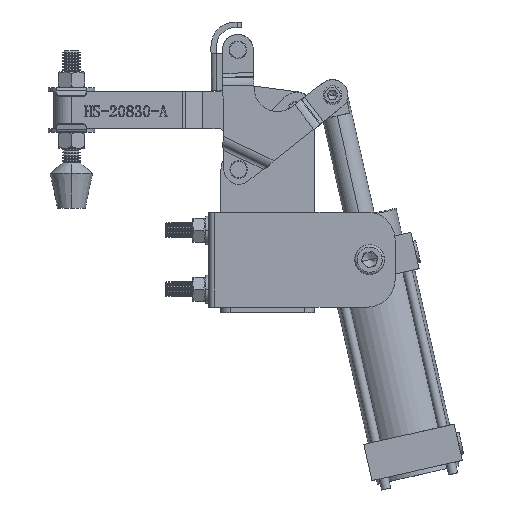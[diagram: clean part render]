
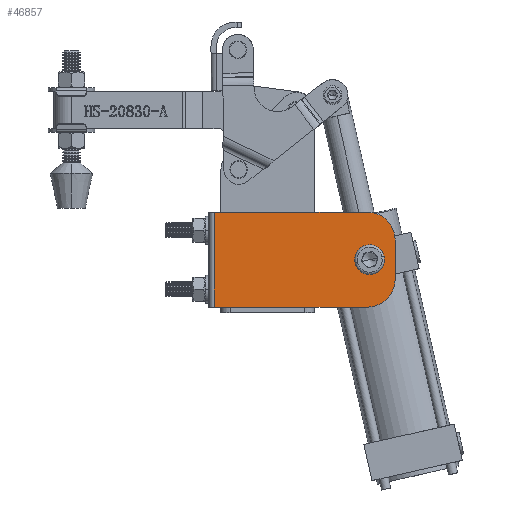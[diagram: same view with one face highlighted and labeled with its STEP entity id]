
A CAD part, top view. The second image highlights one B-rep face of the part: STEP entity #46857.
In plain terms, the highlighted face is planar.
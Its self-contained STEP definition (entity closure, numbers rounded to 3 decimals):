
#23552 = FACE_BOUND ( 'NONE', #52809, .T. ) ;
#23554 = FACE_OUTER_BOUND ( 'NONE', #52802, .T. ) ;
#24137 = AXIS2_PLACEMENT_3D ( 'NONE', #26208, #26204, #26210 ) ;
#24393 = AXIS2_PLACEMENT_3D ( 'NONE', #33267, #33268, #33269 ) ;
#24402 = AXIS2_PLACEMENT_3D ( 'NONE', #33428, #33429, #33430 ) ;
#24403 = AXIS2_PLACEMENT_3D ( 'NONE', #33433, #33434, #33435 ) ;
#24404 = AXIS2_PLACEMENT_3D ( 'NONE', #33441, #33442, #33443 ) ;
#26204 = DIRECTION ( 'NONE',  ( 0., -1., 0. ) ) ;
#26208 = CARTESIAN_POINT ( 'NONE',  ( -51.2, -72., 0. ) ) ;
#26209 = PLANE ( 'NONE',  #24137 ) ;
#26210 = DIRECTION ( 'NONE',  ( 0., 0., -1. ) ) ;
#28042 = CIRCLE ( 'NONE', #24393, 7.55 ) ;
#28082 = LINE ( 'NONE', #33418, #28087 ) ;
#28087 = VECTOR ( 'NONE', #33424, 1000. ) ;
#28088 = CIRCLE ( 'NONE', #24402, 7.55 ) ;
#28090 = CIRCLE ( 'NONE', #24403, 15. ) ;
#28091 = LINE ( 'NONE', #33426, #28093 ) ;
#28092 = LINE ( 'NONE', #33436, #28095 ) ;
#28093 = VECTOR ( 'NONE', #33427, 1000. ) ;
#28094 = LINE ( 'NONE', #33438, #28097 ) ;
#28095 = VECTOR ( 'NONE', #33437, 1000. ) ;
#28096 = CIRCLE ( 'NONE', #24404, 15. ) ;
#28097 = VECTOR ( 'NONE', #33439, 1000. ) ;
#30203 = CARTESIAN_POINT ( 'NONE',  ( -25.6, -72., -94.3 ) ) ;
#30204 = CARTESIAN_POINT ( 'NONE',  ( -25.6, -72., -79.2 ) ) ;
#30215 = CARTESIAN_POINT ( 'NONE',  ( 0., -72., -3. ) ) ;
#30224 = CARTESIAN_POINT ( 'NONE',  ( -36.2, -72., -100.5 ) ) ;
#30225 = CARTESIAN_POINT ( 'NONE',  ( -15., -72., -100.5 ) ) ;
#30227 = CARTESIAN_POINT ( 'NONE',  ( 0., -72., -85.5 ) ) ;
#30229 = CARTESIAN_POINT ( 'NONE',  ( -51.2, -72., -3. ) ) ;
#30230 = CARTESIAN_POINT ( 'NONE',  ( -51.2, -72., -85.5 ) ) ;
#33267 = CARTESIAN_POINT ( 'NONE',  ( -25.6, -72., -86.75 ) ) ;
#33268 = DIRECTION ( 'NONE',  ( 0., 1., 0. ) ) ;
#33269 = DIRECTION ( 'NONE',  ( 0., 0., 1. ) ) ;
#33418 = CARTESIAN_POINT ( 'NONE',  ( -51.2, -72., -100.5 ) ) ;
#33424 = DIRECTION ( 'NONE',  ( 1., 0., 0. ) ) ;
#33426 = CARTESIAN_POINT ( 'NONE',  ( 0., -72., 0. ) ) ;
#33427 = DIRECTION ( 'NONE',  ( 0., 0., -1. ) ) ;
#33428 = CARTESIAN_POINT ( 'NONE',  ( -25.6, -72., -86.75 ) ) ;
#33429 = DIRECTION ( 'NONE',  ( 0., 1., 0. ) ) ;
#33430 = DIRECTION ( 'NONE',  ( 0., 0., 1. ) ) ;
#33433 = CARTESIAN_POINT ( 'NONE',  ( -15., -72., -85.5 ) ) ;
#33434 = DIRECTION ( 'NONE',  ( 0., -1., 0. ) ) ;
#33435 = DIRECTION ( 'NONE',  ( 0., 0., -1. ) ) ;
#33436 = CARTESIAN_POINT ( 'NONE',  ( -51.2, -72., -3. ) ) ;
#33437 = DIRECTION ( 'NONE',  ( -1., 0., 0. ) ) ;
#33438 = CARTESIAN_POINT ( 'NONE',  ( -51.2, -72., 0. ) ) ;
#33439 = DIRECTION ( 'NONE',  ( 0., 0., -1. ) ) ;
#33441 = CARTESIAN_POINT ( 'NONE',  ( -36.2, -72., -85.5 ) ) ;
#33442 = DIRECTION ( 'NONE',  ( 0., -1., 0. ) ) ;
#33443 = DIRECTION ( 'NONE',  ( 0., 0., -1. ) ) ;
#46857 = ADVANCED_FACE ( 'NONE', ( #23552, #23554 ), #26209, .T. ) ;
#48128 = VERTEX_POINT ( 'NONE', #30203 ) ;
#48129 = VERTEX_POINT ( 'NONE', #30204 ) ;
#48140 = VERTEX_POINT ( 'NONE', #30215 ) ;
#48149 = VERTEX_POINT ( 'NONE', #30224 ) ;
#48150 = VERTEX_POINT ( 'NONE', #30225 ) ;
#48152 = VERTEX_POINT ( 'NONE', #30227 ) ;
#48154 = VERTEX_POINT ( 'NONE', #30229 ) ;
#48155 = VERTEX_POINT ( 'NONE', #30230 ) ;
#50678 = EDGE_CURVE ( 'NONE', #48128, #48129, #28042, .T. ) ;
#50702 = EDGE_CURVE ( 'NONE', #48149, #48150, #28082, .T. ) ;
#50704 = EDGE_CURVE ( 'NONE', #48129, #48128, #28088, .T. ) ;
#50705 = EDGE_CURVE ( 'NONE', #48150, #48152, #28090, .T. ) ;
#50706 = EDGE_CURVE ( 'NONE', #48140, #48152, #28091, .T. ) ;
#50707 = EDGE_CURVE ( 'NONE', #48140, #48154, #28092, .T. ) ;
#50708 = EDGE_CURVE ( 'NONE', #48154, #48155, #28094, .T. ) ;
#50709 = EDGE_CURVE ( 'NONE', #48155, #48149, #28096, .T. ) ;
#52173 = ORIENTED_EDGE ( 'NONE', *, *, #50704, .T. ) ;
#52175 = ORIENTED_EDGE ( 'NONE', *, *, #50678, .T. ) ;
#52177 = ORIENTED_EDGE ( 'NONE', *, *, #50702, .T. ) ;
#52179 = ORIENTED_EDGE ( 'NONE', *, *, #50705, .T. ) ;
#52181 = ORIENTED_EDGE ( 'NONE', *, *, #50706, .F. ) ;
#52183 = ORIENTED_EDGE ( 'NONE', *, *, #50707, .T. ) ;
#52185 = ORIENTED_EDGE ( 'NONE', *, *, #50708, .T. ) ;
#52187 = ORIENTED_EDGE ( 'NONE', *, *, #50709, .T. ) ;
#52802 = EDGE_LOOP ( 'NONE', ( #52177, #52179, #52181, #52183, #52185, #52187 ) ) ;
#52809 = EDGE_LOOP ( 'NONE', ( #52173, #52175 ) ) ;
